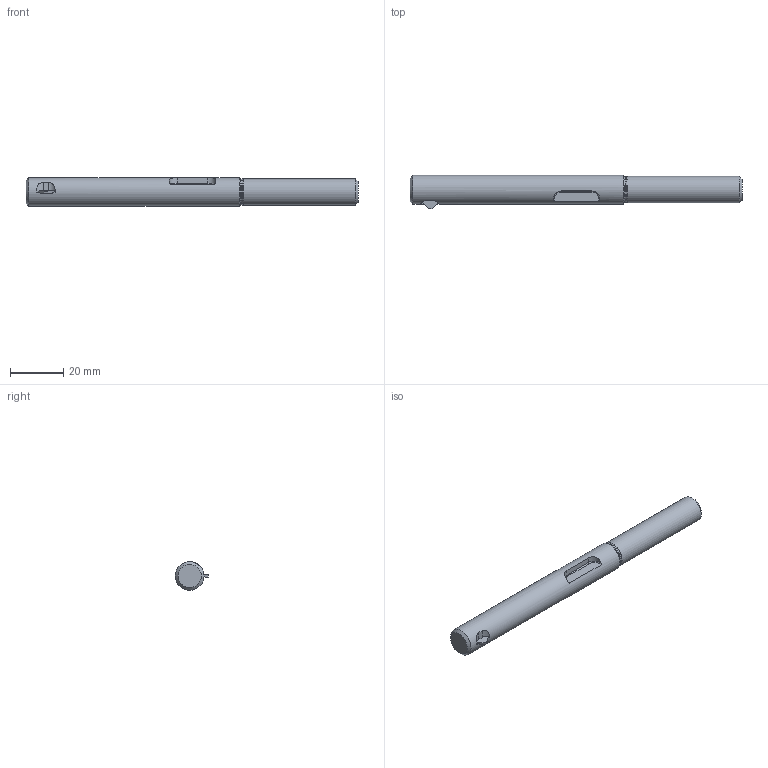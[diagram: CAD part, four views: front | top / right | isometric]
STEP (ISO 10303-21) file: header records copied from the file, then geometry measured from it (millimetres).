
FILE_DESCRIPTION(/* description */ (''),/* implementation_level */ '2;1');
FILE_NAME(/* name */ 'Ass-Uburr Ø11mm_Simplify_1.stp',/* time_stamp */ '2023-03-05T11:28:54+02:00',/* author */ ('adva'),/* organization */ (''),/* preprocessor_version */ 'ST-DEVELOPER v18.1',/* originating_system */ 'Autodesk Inventor 2022',/* authorisation */ '');
FILE_SCHEMA (('CONFIG_CONTROL_DESIGN'));
Length unit declared in the file: millimetre
Products named in the file (1): Ass-Uburr Ø11mm_Simplify_1
Bounding box: 125 x 12.54 x 10.8 mm (x, y, z)
Volume: 10714.9 mm3; surface area: 4317.9 mm2
Topology: 1 solids, 1 shells, 35 faces, 85 edges, 54 vertices
Faces by surface type: plane 16, cylinder 11, torus 4, cone 4
Full cylindrical faces by diameter (mm): 9.6 x1, 10 x1, 10.8 x1
Entity records: 1170 total; most frequent: CARTESIAN_POINT 241, DIRECTION 187, ORIENTED_EDGE 170, EDGE_CURVE 85, AXIS2_PLACEMENT_3D 72, VERTEX_POINT 54, LINE 43, VECTOR 43
